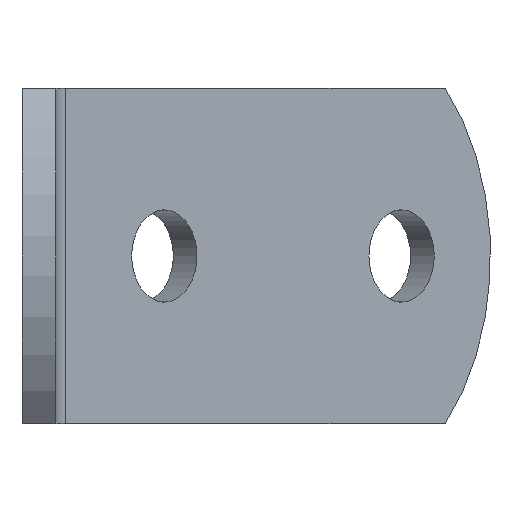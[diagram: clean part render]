
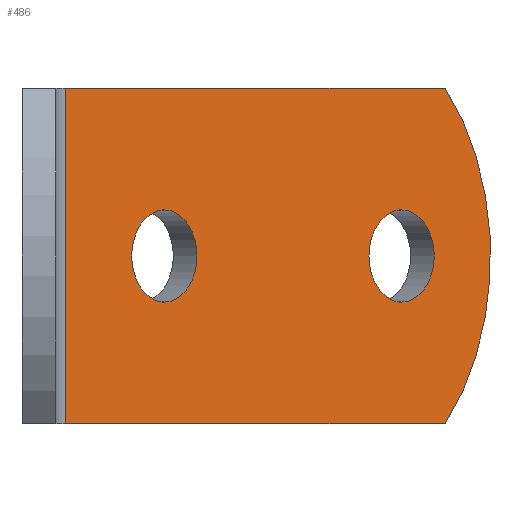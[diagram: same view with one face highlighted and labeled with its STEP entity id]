
A CAD part, front view. The second image highlights one B-rep face of the part: STEP entity #486.
In plain terms, the highlighted planar face has unit normal (0.707, -0.707, 0).
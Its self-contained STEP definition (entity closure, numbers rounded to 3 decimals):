
#192=CARTESIAN_POINT('',(50.46,44.803,-20.0));
#193=VERTEX_POINT('',#192);
#194=CARTESIAN_POINT('',(50.46,44.803,20.0));
#195=VERTEX_POINT('',#194);
#196=CARTESIAN_POINT('',(34.648,28.991,0.0));
#197=DIRECTION('',(0.707,-0.707,0.));
#198=DIRECTION('',(0.527,0.527,0.667));
#199=AXIS2_PLACEMENT_3D('',#196,#197,#198);
#200=CIRCLE('',#199,30.);
#201=EDGE_CURVE('',#193,#195,#200,.T.);
#288=CARTESIAN_POINT('',(5.172,-0.485,-20.0));
#289=VERTEX_POINT('',#288);
#290=CARTESIAN_POINT('',(5.172,-0.485,-20.0));
#291=DIRECTION('',(0.707,0.707,0.0));
#292=VECTOR('',#291,64.047);
#293=LINE('',#290,#292);
#294=EDGE_CURVE('',#289,#193,#293,.T.);
#314=CARTESIAN_POINT('',(20.86,15.203,0.0));
#315=VERTEX_POINT('',#314);
#316=CARTESIAN_POINT('',(16.971,11.314,0.));
#317=DIRECTION('',(-0.707,0.707,0.));
#318=DIRECTION('',(0.707,0.707,0.0));
#319=AXIS2_PLACEMENT_3D('',#316,#317,#318);
#320=CIRCLE('',#319,5.5);
#321=EDGE_CURVE('',#315,#315,#320,.T.);
#334=CARTESIAN_POINT('',(49.144,43.487,0.0));
#335=VERTEX_POINT('',#334);
#336=CARTESIAN_POINT('',(45.255,39.598,0.));
#337=DIRECTION('',(-0.707,0.707,0.));
#338=DIRECTION('',(0.707,0.707,0.0));
#339=AXIS2_PLACEMENT_3D('',#336,#337,#338);
#340=CIRCLE('',#339,5.5);
#341=EDGE_CURVE('',#335,#335,#340,.T.);
#391=CARTESIAN_POINT('',(5.172,-0.485,20.0));
#392=VERTEX_POINT('',#391);
#393=CARTESIAN_POINT('',(5.172,-0.485,20.0));
#394=DIRECTION('',(0.0,0.0,-1.0));
#395=VECTOR('',#394,40.0);
#396=LINE('',#393,#395);
#397=EDGE_CURVE('',#392,#289,#396,.T.);
#460=CARTESIAN_POINT('',(5.172,-0.485,20.0));
#461=DIRECTION('',(0.707,0.707,0.0));
#462=VECTOR('',#461,64.047);
#463=LINE('',#460,#462);
#464=EDGE_CURVE('',#392,#195,#463,.T.);
#469=CARTESIAN_POINT('',(-7.034,-12.691,0.0));
#470=DIRECTION('',(0.707,-0.707,0.));
#471=DIRECTION('',(0.0,0.0,-1.0));
#472=AXIS2_PLACEMENT_3D('',#469,#470,#471);
#473=PLANE('',#472);
#474=ORIENTED_EDGE('',*,*,#201,.T.);
#475=ORIENTED_EDGE('',*,*,#464,.F.);
#476=ORIENTED_EDGE('',*,*,#397,.T.);
#477=ORIENTED_EDGE('',*,*,#294,.T.);
#478=EDGE_LOOP('',(#474,#475,#476,#477));
#479=FACE_OUTER_BOUND('',#478,.T.);
#480=ORIENTED_EDGE('',*,*,#321,.T.);
#481=EDGE_LOOP('',(#480));
#482=FACE_BOUND('',#481,.T.);
#483=ORIENTED_EDGE('',*,*,#341,.T.);
#484=EDGE_LOOP('',(#483));
#485=FACE_BOUND('',#484,.T.);
#486=ADVANCED_FACE('',(#479,#482,#485),#473,.T.);
